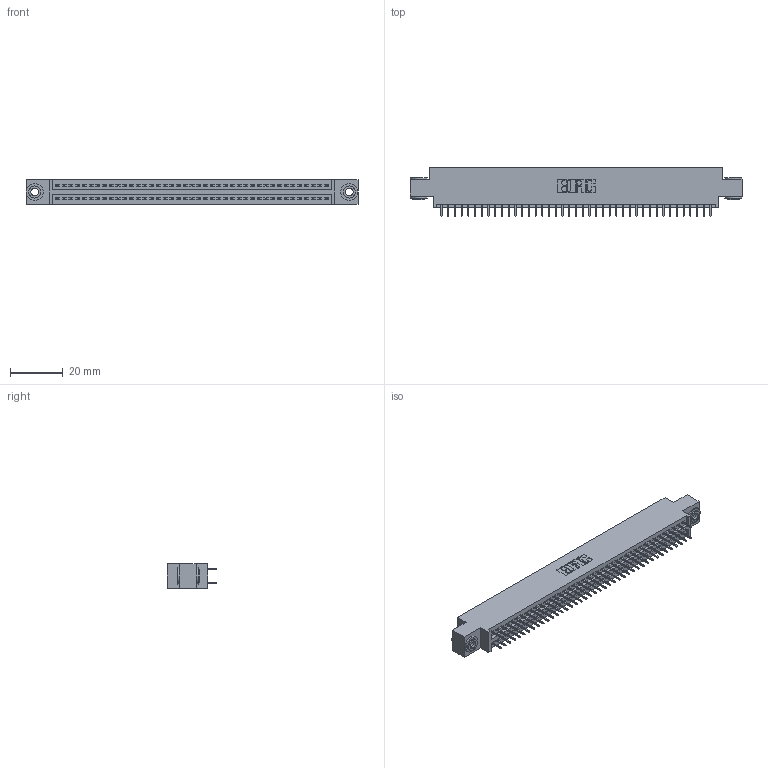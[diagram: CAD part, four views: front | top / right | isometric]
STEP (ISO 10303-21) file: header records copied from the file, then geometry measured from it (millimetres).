
FILE_DESCRIPTION (( 'STEP AP203' ), '1' );
FILE_NAME ('845-082-525-803.STEP', '2020-09-24T01:26:05', ( '' ), ( '' ), 'SwSTEP 2.0', 'SolidWorks 2020', '' );
FILE_SCHEMA (( 'CONFIG_CONTROL_DESIGN' ));
Length unit declared in the file: inch
Products named in the file (4): 845-082-525-803; 345-250-002_345-250-002-102; 345-292-001_345-293-125; 845 Part_0.170 Offset - 0.156 Dia-TH
Assembly tree (85 placements, depth 2):
  845-082-525-803
    845 Part_0.170 Offset - 0.156 Dia-TH
    345-292-001_345-293-125  x82
    345-250-002_345-250-002-102  x2
Bounding box: 125.35 x 18.72 x 9.4 mm (x, y, z)
Volume: 11938.3 mm3; surface area: 17569.1 mm2
Topology: 85 solids, 85 shells, 4596 faces, 12975 edges, 8318 vertices
Faces by surface type: plane 3292, cylinder 1296, cone 8
Entity records: 33160 total; most frequent: CARTESIAN_POINT 5535, ORIENTED_EDGE 5462, DIRECTION 4913, EDGE_CURVE 2731, VECTOR 2415, LINE 2415, VERTEX_POINT 1814, AXIS2_PLACEMENT_3D 1249
